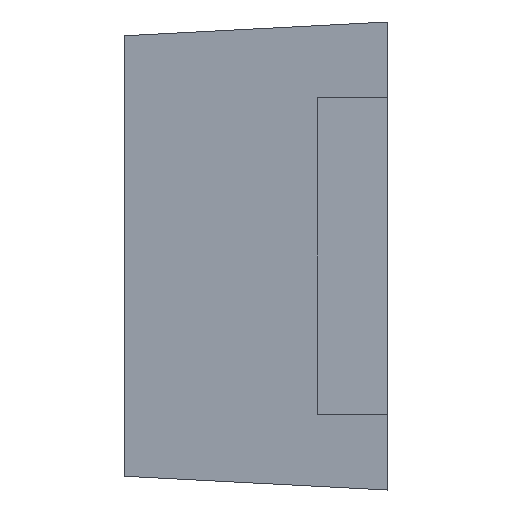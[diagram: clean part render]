
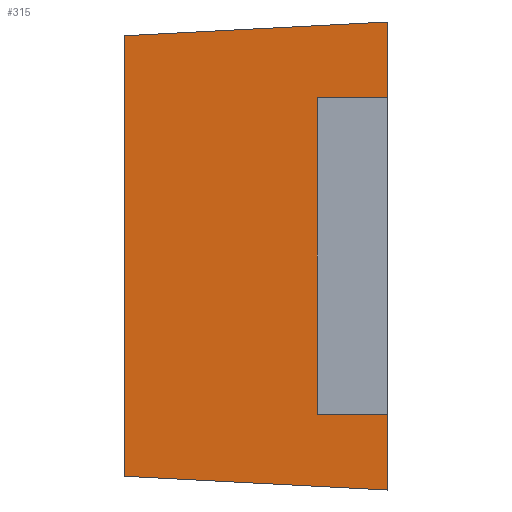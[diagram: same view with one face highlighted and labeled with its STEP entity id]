
A CAD part, left-side view. The second image highlights one B-rep face of the part: STEP entity #315.
In plain terms, the highlighted planar face has unit normal (-0.999, 0.052, 0).
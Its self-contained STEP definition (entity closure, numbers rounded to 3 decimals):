
#26 = EDGE_CURVE ( 'NONE', #52, #1036, #427, .T. ) ;
#36 = VECTOR ( 'NONE', #241, 1000. ) ;
#37 = LINE ( 'NONE', #73, #963 ) ;
#52 = VERTEX_POINT ( 'NONE', #620 ) ;
#57 = EDGE_CURVE ( 'NONE', #986, #973, #1122, .T. ) ;
#63 = EDGE_LOOP ( 'NONE', ( #968, #343, #612, #244, #496, #291, #321, #288 ) ) ;
#73 = CARTESIAN_POINT ( 'NONE',  ( -1.062, 0.73, 0.65 ) ) ;
#83 = CARTESIAN_POINT ( 'NONE',  ( -1.1, 0., 0.65 ) ) ;
#96 = VECTOR ( 'NONE', #534, 1000. ) ;
#131 = DIRECTION ( 'NONE',  ( -0.052, -0.997, -0.052 ) ) ;
#137 = CARTESIAN_POINT ( 'NONE',  ( -1.1, 0., 0.65 ) ) ;
#180 = VECTOR ( 'NONE', #537, 1000. ) ;
#188 = VERTEX_POINT ( 'NONE', #377 ) ;
#191 = EDGE_CURVE ( 'NONE', #588, #505, #529, .T. ) ;
#203 = FACE_OUTER_BOUND ( 'NONE', #63, .T. ) ;
#235 = LINE ( 'NONE', #586, #36 ) ;
#238 = CARTESIAN_POINT ( 'NONE',  ( -1.1, 0., 0.44 ) ) ;
#241 = DIRECTION ( 'NONE',  ( -0.052, -0.997, 0.052 ) ) ;
#244 = ORIENTED_EDGE ( 'NONE', *, *, #277, .F. ) ;
#277 = EDGE_CURVE ( 'NONE', #188, #372, #235, .T. ) ;
#288 = ORIENTED_EDGE ( 'NONE', *, *, #57, .T. ) ;
#291 = ORIENTED_EDGE ( 'NONE', *, *, #191, .T. ) ;
#310 = CARTESIAN_POINT ( 'NONE',  ( -1.096, 0.068, -0.646 ) ) ;
#315 = ADVANCED_FACE ( 'NONE', ( #203 ), #771, .T. ) ;
#317 = AXIS2_PLACEMENT_3D ( 'NONE', #836, #580, #491 ) ;
#321 = ORIENTED_EDGE ( 'NONE', *, *, #816, .T. ) ;
#323 = VECTOR ( 'NONE', #131, 1000. ) ;
#343 = ORIENTED_EDGE ( 'NONE', *, *, #26, .T. ) ;
#345 = CARTESIAN_POINT ( 'NONE',  ( -1.1, 0., -0.65 ) ) ;
#372 = VERTEX_POINT ( 'NONE', #83 ) ;
#377 = CARTESIAN_POINT ( 'NONE',  ( -1.062, 0.73, 0.612 ) ) ;
#408 = LINE ( 'NONE', #842, #460 ) ;
#427 = LINE ( 'NONE', #1053, #180 ) ;
#431 = EDGE_CURVE ( 'NONE', #588, #188, #37, .T. ) ;
#460 = VECTOR ( 'NONE', #668, 1000. ) ;
#482 = CARTESIAN_POINT ( 'NONE',  ( -1.1, 0., -0.44 ) ) ;
#489 = VECTOR ( 'NONE', #918, 1000. ) ;
#491 = DIRECTION ( 'NONE',  ( -0.052, -0.999, 0. ) ) ;
#496 = ORIENTED_EDGE ( 'NONE', *, *, #431, .F. ) ;
#505 = VERTEX_POINT ( 'NONE', #345 ) ;
#529 = LINE ( 'NONE', #310, #323 ) ;
#534 = DIRECTION ( 'NONE',  ( 0.052, 0.999, 0. ) ) ;
#537 = DIRECTION ( 'NONE',  ( -0.052, -0.999, 0. ) ) ;
#540 = CARTESIAN_POINT ( 'NONE',  ( -1.09, 0.195, -0.44 ) ) ;
#580 = DIRECTION ( 'NONE',  ( -0.999, 0.052, 0. ) ) ;
#586 = CARTESIAN_POINT ( 'NONE',  ( -1.094, 0.115, 0.644 ) ) ;
#588 = VERTEX_POINT ( 'NONE', #783 ) ;
#612 = ORIENTED_EDGE ( 'NONE', *, *, #1095, .T. ) ;
#620 = CARTESIAN_POINT ( 'NONE',  ( -1.09, 0.195, 0.44 ) ) ;
#659 = CARTESIAN_POINT ( 'NONE',  ( -1.09, 0.195, 0.65 ) ) ;
#668 = DIRECTION ( 'NONE',  ( 0., 0., 1. ) ) ;
#713 = CARTESIAN_POINT ( 'NONE',  ( -1.1, 0., -0.44 ) ) ;
#749 = DIRECTION ( 'NONE',  ( 0., 0., -1. ) ) ;
#771 = PLANE ( 'NONE',  #317 ) ;
#783 = CARTESIAN_POINT ( 'NONE',  ( -1.062, 0.73, -0.612 ) ) ;
#816 = EDGE_CURVE ( 'NONE', #505, #986, #1042, .T. ) ;
#827 = EDGE_CURVE ( 'NONE', #52, #973, #1000, .T. ) ;
#836 = CARTESIAN_POINT ( 'NONE',  ( -1.1, 0., 0.65 ) ) ;
#842 = CARTESIAN_POINT ( 'NONE',  ( -1.1, 0., 0.65 ) ) ;
#858 = DIRECTION ( 'NONE',  ( 0., 0., 1. ) ) ;
#918 = DIRECTION ( 'NONE',  ( 0., 0., 1. ) ) ;
#958 = VECTOR ( 'NONE', #749, 1000. ) ;
#963 = VECTOR ( 'NONE', #858, 1000. ) ;
#968 = ORIENTED_EDGE ( 'NONE', *, *, #827, .F. ) ;
#973 = VERTEX_POINT ( 'NONE', #540 ) ;
#986 = VERTEX_POINT ( 'NONE', #482 ) ;
#1000 = LINE ( 'NONE', #659, #958 ) ;
#1036 = VERTEX_POINT ( 'NONE', #238 ) ;
#1042 = LINE ( 'NONE', #137, #489 ) ;
#1053 = CARTESIAN_POINT ( 'NONE',  ( -1.1, 0., 0.44 ) ) ;
#1095 = EDGE_CURVE ( 'NONE', #1036, #372, #408, .T. ) ;
#1122 = LINE ( 'NONE', #713, #96 ) ;
